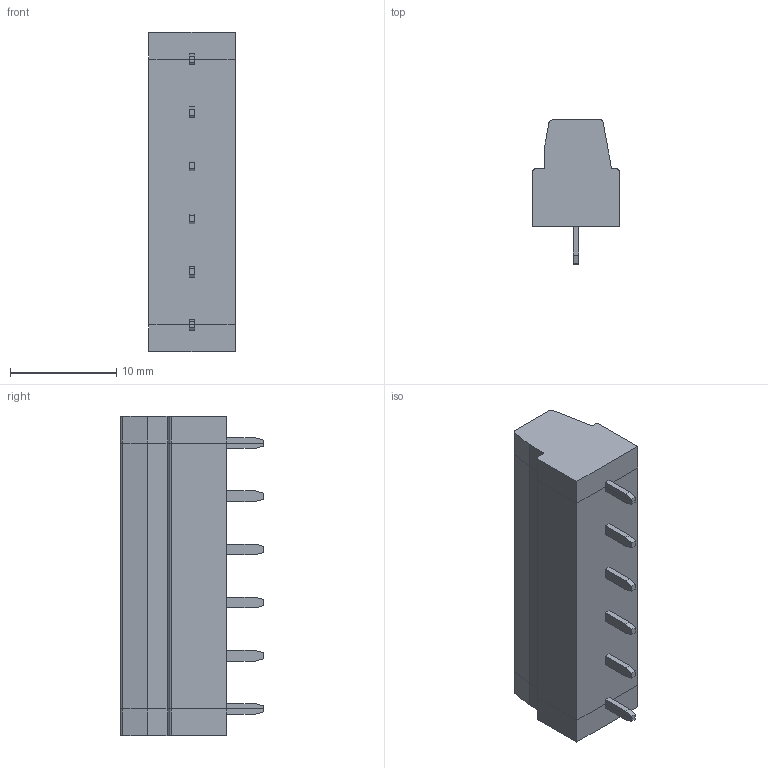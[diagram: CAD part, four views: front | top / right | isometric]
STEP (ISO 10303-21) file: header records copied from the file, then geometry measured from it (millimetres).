
FILE_DESCRIPTION(('STEP AP242'),'1');
FILE_NAME('691241710006.stp','2022-08-27T16:29:10',('TraceParts'),('TraceParts S.A.'),'Spatial InterOp 3D',' ',' ');
FILE_SCHEMA(('AP242_MANAGED_MODEL_BASED_3D_ENGINEERING_MIM_LF {1 0 10303 442 1 1 4}'));
Length unit declared in the file: millimetre
Products named in the file (1): 691241710006_1
Bounding box: 8.1 x 13.5 x 30 mm (x, y, z)
Volume: 1764.3 mm3; surface area: 1940.1 mm2
Topology: 3 solids, 3 shells, 291 faces, 783 edges, 514 vertices
Faces by surface type: plane 261, cylinder 30
Entity records: 11321 total; most frequent: CARTESIAN_POINT 1591, ORIENTED_EDGE 1566, DIRECTION 1455, EDGE_CURVE 783, LINE 699, VECTOR 699, VERTEX_POINT 514, AXIS2_PLACEMENT_3D 378
